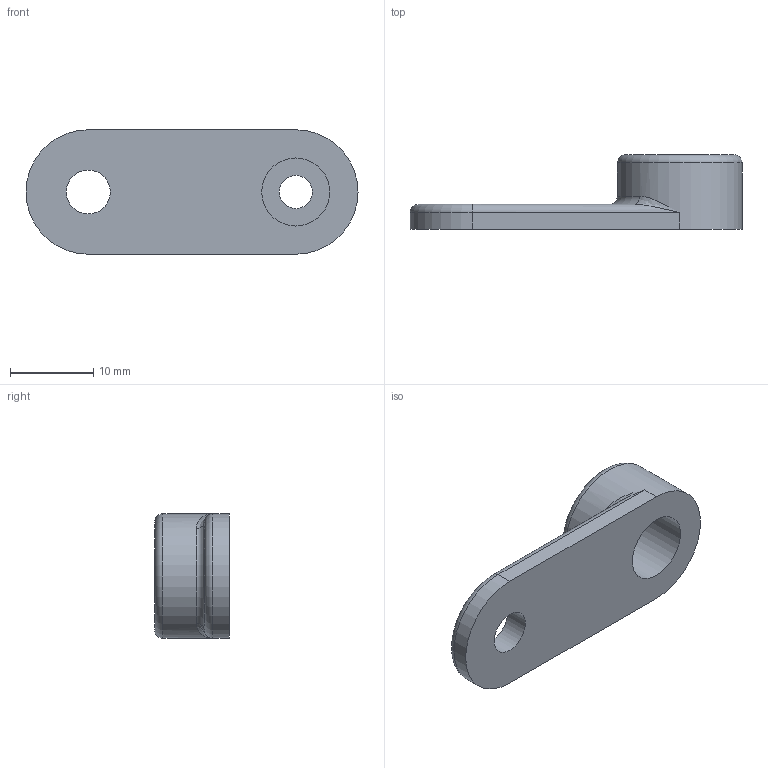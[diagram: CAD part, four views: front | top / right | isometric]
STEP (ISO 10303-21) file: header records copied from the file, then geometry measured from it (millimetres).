
FILE_DESCRIPTION(/* description */ (''),/* implementation_level */ '2;1');
FILE_NAME(/* name */ 'fixed mount retainer.step',/* time_stamp */ '2025-03-26T01:35:50+08:00',/* author */ (''),/* organization */ (''),/* preprocessor_version */ 'ST-DEVELOPER v20.1',/* originating_system */ 'Autodesk Translation Framework v14.4.0.0',/* authorisation */ '');
FILE_SCHEMA (('AUTOMOTIVE_DESIGN { 1 0 10303 214 3 1 1 }'));
Length unit declared in the file: millimetre
Products named in the file (1): fixed mount retainer
Bounding box: 40 x 9 x 15 mm (x, y, z)
Volume: 2193 mm3; surface area: 1819.4 mm2
Topology: 1 solids, 1 shells, 18 faces, 41 edges, 24 vertices
Faces by surface type: cylinder 7, plane 6, torus 3, bspline 2
Full cylindrical faces by diameter (mm): 4 x1, 5.3 x1, 8.2 x1, 15 x1
Entity records: 629 total; most frequent: CARTESIAN_POINT 188, DIRECTION 90, ORIENTED_EDGE 78, EDGE_CURVE 39, AXIS2_PLACEMENT_3D 38, VERTEX_POINT 24, EDGE_LOOP 23, CIRCLE 21
